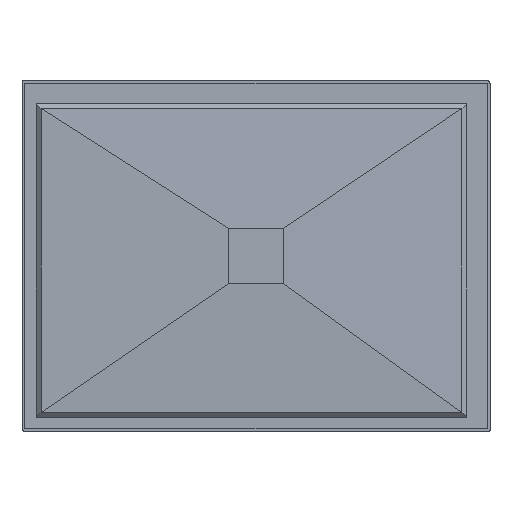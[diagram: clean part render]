
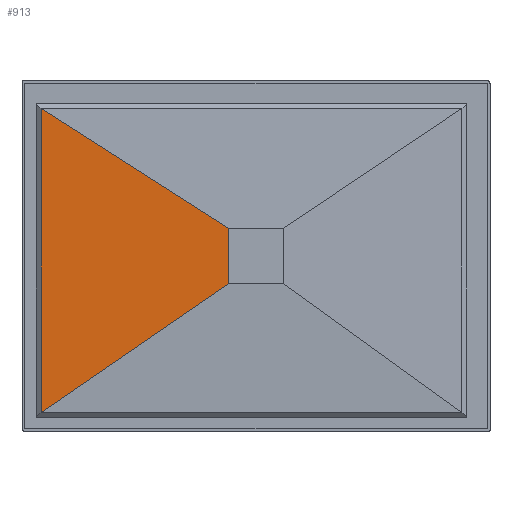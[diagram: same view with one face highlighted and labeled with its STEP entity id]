
A CAD part, front view. The second image highlights one B-rep face of the part: STEP entity #913.
In plain terms, the highlighted planar face has unit normal (-0.031, -1, 0).
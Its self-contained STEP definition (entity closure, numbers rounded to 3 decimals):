
#33 = LINE ( 'NONE', #2367, #2169 ) ;
#206 = DIRECTION ( 'NONE',  ( 0., 0., 1. ) ) ;
#221 = DIRECTION ( 'NONE',  ( 0., 0., 1. ) ) ;
#222 = AXIS2_PLACEMENT_3D ( 'NONE', #1417, #1879, #3072 ) ;
#335 = VERTEX_POINT ( 'NONE', #360 ) ;
#360 = CARTESIAN_POINT ( 'NONE',  ( -71., -25., -71. ) ) ;
#456 = EDGE_CURVE ( 'NONE', #335, #1793, #33, .T. ) ;
#496 = CARTESIAN_POINT ( 'NONE',  ( -391., -15., 275.667 ) ) ;
#521 = ORIENTED_EDGE ( 'NONE', *, *, #2761, .F. ) ;
#627 = CARTESIAN_POINT ( 'NONE',  ( -391., -15., -291. ) ) ;
#641 = CARTESIAN_POINT ( 'NONE',  ( -71., -25., -71. ) ) ;
#668 = PLANE ( 'NONE',  #222 ) ;
#673 = LINE ( 'NONE', #2598, #2605 ) ;
#858 = B_SPLINE_CURVE_WITH_KNOTS ( 'NONE', 3,
 ( #927, #496, #2867, #1437 ),
 .UNSPECIFIED., .F., .F.,
 ( 4, 4 ),
 ( 0., 1. ),
 .UNSPECIFIED. ) ;
#913 = ADVANCED_FACE ( 'NONE', ( #1859 ), #668, .F. ) ;
#917 = EDGE_LOOP ( 'NONE', ( #3051, #1374, #2279, #521 ) ) ;
#927 = CARTESIAN_POINT ( 'NONE',  ( -551., -10., 378. ) ) ;
#1045 = VERTEX_POINT ( 'NONE', #1737 ) ;
#1082 = VERTEX_POINT ( 'NONE', #2027 ) ;
#1374 = ORIENTED_EDGE ( 'NONE', *, *, #456, .T. ) ;
#1417 = CARTESIAN_POINT ( 'NONE',  ( -71., -25., -71. ) ) ;
#1424 = B_SPLINE_CURVE_WITH_KNOTS ( 'NONE', 3,
 ( #641, #2522, #627, #2993 ),
 .UNSPECIFIED., .F., .F.,
 ( 4, 4 ),
 ( 0., 1. ),
 .UNSPECIFIED. ) ;
#1437 = CARTESIAN_POINT ( 'NONE',  ( -71., -25., 71. ) ) ;
#1586 = CARTESIAN_POINT ( 'NONE',  ( -71., -25., 71. ) ) ;
#1737 = CARTESIAN_POINT ( 'NONE',  ( -551., -10., -401. ) ) ;
#1793 = VERTEX_POINT ( 'NONE', #1586 ) ;
#1859 = FACE_OUTER_BOUND ( 'NONE', #917, .T. ) ;
#1879 = DIRECTION ( 'NONE',  ( 0.031, 1., 0. ) ) ;
#2027 = CARTESIAN_POINT ( 'NONE',  ( -551., -10., 378. ) ) ;
#2169 = VECTOR ( 'NONE', #221, 1000. ) ;
#2279 = ORIENTED_EDGE ( 'NONE', *, *, #2785, .F. ) ;
#2367 = CARTESIAN_POINT ( 'NONE',  ( -71., -25., 71. ) ) ;
#2522 = CARTESIAN_POINT ( 'NONE',  ( -231., -20., -181. ) ) ;
#2598 = CARTESIAN_POINT ( 'NONE',  ( -551., -10., 378. ) ) ;
#2605 = VECTOR ( 'NONE', #206, 1000. ) ;
#2609 = EDGE_CURVE ( 'NONE', #335, #1045, #1424, .T. ) ;
#2761 = EDGE_CURVE ( 'NONE', #1045, #1082, #673, .T. ) ;
#2785 = EDGE_CURVE ( 'NONE', #1082, #1793, #858, .T. ) ;
#2867 = CARTESIAN_POINT ( 'NONE',  ( -231., -20., 173.333 ) ) ;
#2993 = CARTESIAN_POINT ( 'NONE',  ( -551., -10., -401. ) ) ;
#3051 = ORIENTED_EDGE ( 'NONE', *, *, #2609, .F. ) ;
#3072 = DIRECTION ( 'NONE',  ( -1., 0.031, 0. ) ) ;
